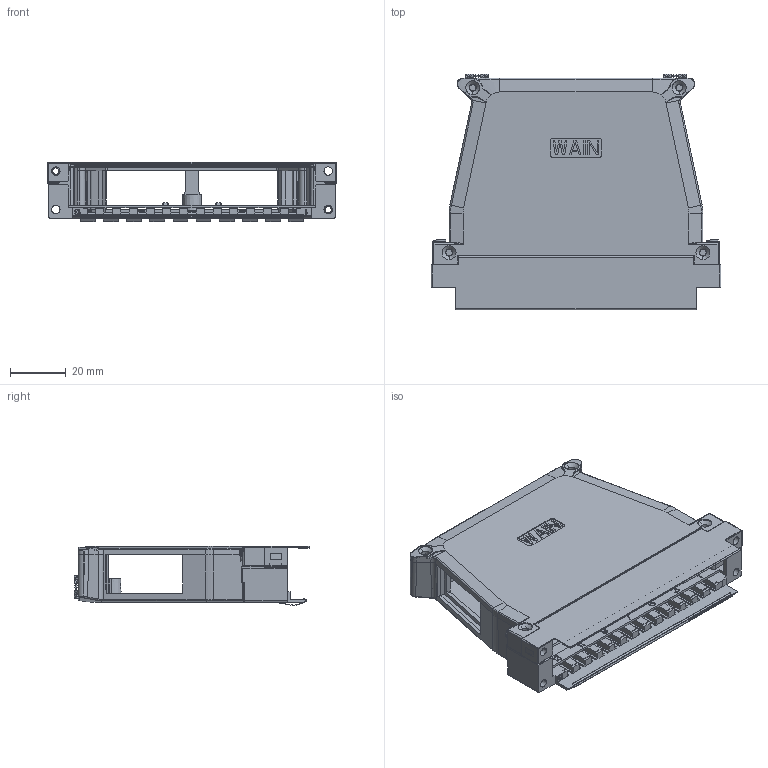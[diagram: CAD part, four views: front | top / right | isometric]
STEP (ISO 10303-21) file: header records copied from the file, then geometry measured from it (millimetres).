
FILE_DESCRIPTION((''),'2;1');
FILE_NAME('1201209001002_02-EMC__SW0001','2024-04-01T',('13001'),(''),'PRO/ENGINEER BY PARAMETRIC TECHNOLOGY CORPORATION, 2012480','PRO/ENGINEER BY PARAMETRIC TECHNOLOGY CORPORATION, 2012480','');
FILE_SCHEMA(('CONFIG_CONTROL_DESIGN'));
Products named in the file (1): 1201209001002_02-EMC__SW0001
Bounding box: 103.7 x 84.39 x 21.19 mm (x, y, z)
Volume: 30386.5 mm3; surface area: 42886 mm2
Topology: 5 solids, 5 shells, 1751 faces, 5149 edges, 3383 vertices
Faces by surface type: plane 1263, cylinder 370, torus 58, cone 40, bspline 14, sphere 4, revolution 2
Entity records: 63601 total; most frequent: CARTESIAN_POINT 17238, ORIENTED_EDGE 10290, DIRECTION 8798, EDGE_CURVE 5145, VECTOR 3984, LINE 3984, VERTEX_POINT 3383, AXIS2_PLACEMENT_3D 2406
